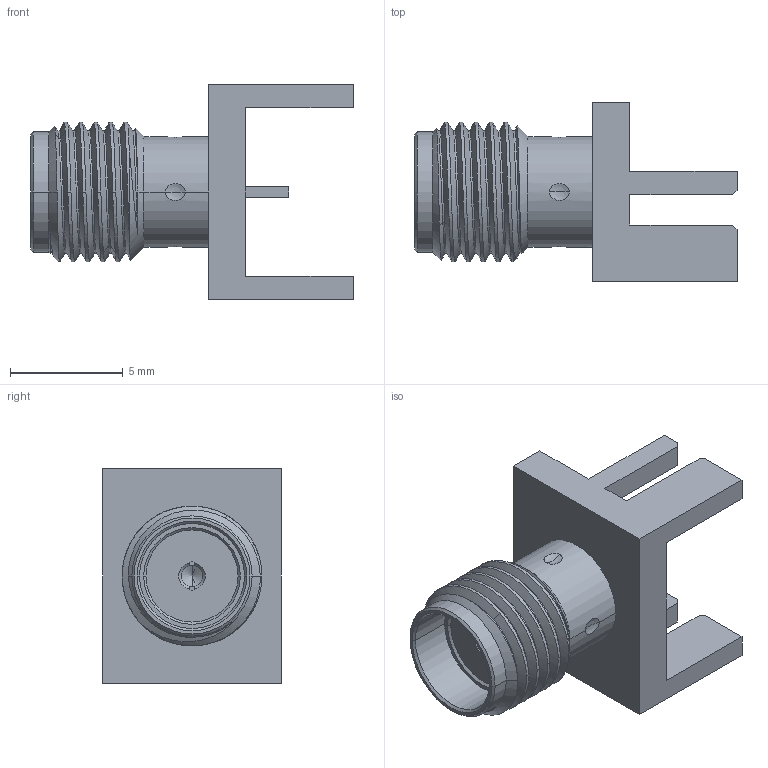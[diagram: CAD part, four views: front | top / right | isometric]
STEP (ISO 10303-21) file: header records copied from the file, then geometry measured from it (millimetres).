
FILE_DESCRIPTION((''),'2;1');
FILE_NAME('132430_SW0001','2020-06-01T15:13:44',('karthik'),(''),'CREO PARAMETRIC BY PTC INC, 2019444','CREO PARAMETRIC BY PTC INC, 2019444','');
FILE_SCHEMA(('CONFIG_CONTROL_DESIGN'));
Length unit declared in the file: millimetre
Products named in the file (1): 132430_SW0001
Bounding box: 14.27 x 7.92 x 9.52 mm (x, y, z)
Volume: 297.5 mm3; surface area: 544.6 mm2
Topology: 1 solids, 1 shells, 100 faces, 258 edges, 159 vertices
Faces by surface type: plane 38, cylinder 27, cone 18, bspline 9, sphere 8
Entity records: 5747 total; most frequent: CARTESIAN_POINT 3392, ORIENTED_EDGE 496, DIRECTION 448, EDGE_CURVE 248, VERTEX_POINT 159, AXIS2_PLACEMENT_3D 156, VECTOR 136, LINE 136
